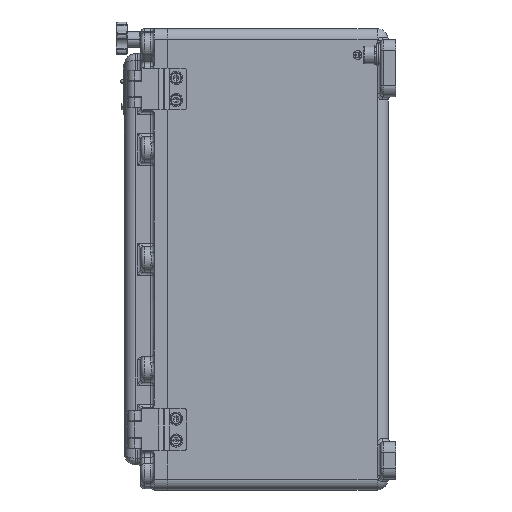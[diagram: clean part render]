
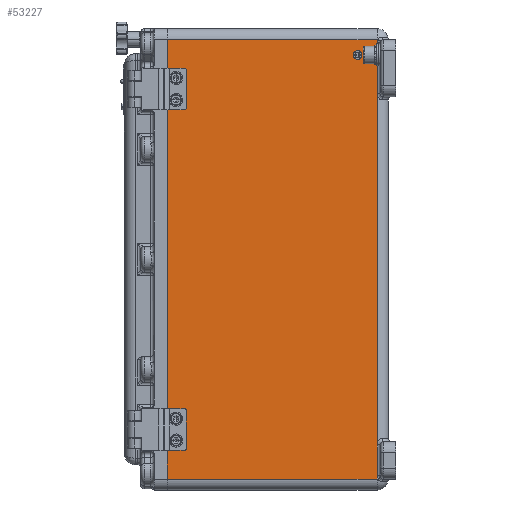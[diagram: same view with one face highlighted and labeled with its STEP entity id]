
A CAD part, left-side view. The second image highlights one B-rep face of the part: STEP entity #53227.
In plain terms, the highlighted planar face has unit normal (-1, 0, 0).
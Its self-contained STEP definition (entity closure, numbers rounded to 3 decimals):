
#45 = VECTOR ( 'NONE', #81460, 1000. ) ;
#199 = EDGE_CURVE ( 'NONE', #9989, #32484, #72305, .T. ) ;
#231 = LINE ( 'NONE', #51539, #87494 ) ;
#1748 = DIRECTION ( 'NONE',  ( 1., 0., 0. ) ) ;
#2024 = ORIENTED_EDGE ( 'NONE', *, *, #87093, .T. ) ;
#2529 = AXIS2_PLACEMENT_3D ( 'NONE', #42451, #1748, #15170 ) ;
#3550 = ORIENTED_EDGE ( 'NONE', *, *, #35884, .F. ) ;
#4351 = VERTEX_POINT ( 'NONE', #79622 ) ;
#5764 = AXIS2_PLACEMENT_3D ( 'NONE', #61528, #74921, #68362 ) ;
#6888 = VERTEX_POINT ( 'NONE', #65316 ) ;
#7325 = CIRCLE ( 'NONE', #17547, 3.5 ) ;
#7371 = CARTESIAN_POINT ( 'NONE',  ( -160., 193., 148.5 ) ) ;
#7446 = DIRECTION ( 'NONE',  ( 0., 0., 1. ) ) ;
#7682 = CARTESIAN_POINT ( 'NONE',  ( -160., 193., 165. ) ) ;
#8086 = EDGE_CURVE ( 'NONE', #75309, #37839, #60329, .T. ) ;
#8338 = PLANE ( 'NONE',  #2529 ) ;
#8705 = LINE ( 'NONE', #18948, #42677 ) ;
#8749 = EDGE_CURVE ( 'NONE', #44520, #15228, #42924, .T. ) ;
#9989 = VERTEX_POINT ( 'NONE', #17976 ) ;
#11259 = VECTOR ( 'NONE', #13593, 1000. ) ;
#11860 = EDGE_CURVE ( 'NONE', #32484, #33372, #66972, .T. ) ;
#13107 = DIRECTION ( 'NONE',  ( 0., 0., 1. ) ) ;
#13549 = DIRECTION ( 'NONE',  ( -1., 0., 0. ) ) ;
#13593 = DIRECTION ( 'NONE',  ( 0., 0., 1. ) ) ;
#15091 = ORIENTED_EDGE ( 'NONE', *, *, #59539, .F. ) ;
#15170 = DIRECTION ( 'NONE',  ( 0., 0., -1. ) ) ;
#15194 = EDGE_CURVE ( 'NONE', #4351, #31814, #29542, .T. ) ;
#15228 = VERTEX_POINT ( 'NONE', #27470 ) ;
#15499 = VERTEX_POINT ( 'NONE', #81197 ) ;
#16300 = EDGE_CURVE ( 'NONE', #33372, #6888, #66603, .T. ) ;
#16476 = DIRECTION ( 'NONE',  ( 0., 1., 0. ) ) ;
#17506 = CARTESIAN_POINT ( 'NONE',  ( -160., 10., -210. ) ) ;
#17547 = AXIS2_PLACEMENT_3D ( 'NONE', #47668, #13549, #82366 ) ;
#17976 = CARTESIAN_POINT ( 'NONE',  ( -160., 10., -197. ) ) ;
#18456 = FACE_BOUND ( 'NONE', #47394, .T. ) ;
#18788 = CARTESIAN_POINT ( 'NONE',  ( -160., 193., 168.5 ) ) ;
#18948 = CARTESIAN_POINT ( 'NONE',  ( -160., 10., -210. ) ) ;
#19775 = CARTESIAN_POINT ( 'NONE',  ( -160., 10., -210. ) ) ;
#19844 = ORIENTED_EDGE ( 'NONE', *, *, #199, .T. ) ;
#20002 = CIRCLE ( 'NONE', #57403, 3.5 ) ;
#20041 = CARTESIAN_POINT ( 'NONE',  ( -160., 193., -168.5 ) ) ;
#20133 = CARTESIAN_POINT ( 'NONE',  ( -160., 193., 161.5 ) ) ;
#20615 = FACE_BOUND ( 'NONE', #39908, .T. ) ;
#20689 = AXIS2_PLACEMENT_3D ( 'NONE', #24023, #71715, #24310 ) ;
#20742 = CARTESIAN_POINT ( 'NONE',  ( -160., 201., -200. ) ) ;
#21218 = DIRECTION ( 'NONE',  ( -1., 0., 0. ) ) ;
#22945 = DIRECTION ( 'NONE',  ( -1., 0., 0. ) ) ;
#23613 = CARTESIAN_POINT ( 'NONE',  ( -160., 10., -169. ) ) ;
#23665 = CARTESIAN_POINT ( 'NONE',  ( -160., 193., -165. ) ) ;
#24023 = CARTESIAN_POINT ( 'NONE',  ( -160., 193., 145. ) ) ;
#24100 = VECTOR ( 'NONE', #31165, 1000. ) ;
#24119 = DIRECTION ( 'NONE',  ( 0., 0., 1. ) ) ;
#24310 = DIRECTION ( 'NONE',  ( 0., 0., 1. ) ) ;
#25473 = DIRECTION ( 'NONE',  ( 0., 0., 1. ) ) ;
#26209 = CARTESIAN_POINT ( 'NONE',  ( -160., 10., 151. ) ) ;
#27370 = CARTESIAN_POINT ( 'NONE',  ( -160., 193., 145. ) ) ;
#27470 = CARTESIAN_POINT ( 'NONE',  ( -160., 201., 200. ) ) ;
#27680 = ORIENTED_EDGE ( 'NONE', *, *, #82841, .F. ) ;
#28178 = DIRECTION ( 'NONE',  ( 0., 0., 1. ) ) ;
#28970 = EDGE_LOOP ( 'NONE', ( #86616, #79749, #63946, #19844, #59742, #80980, #2024, #51064 ) ) ;
#29542 = CIRCLE ( 'NONE', #5764, 3.5 ) ;
#30152 = FACE_BOUND ( 'NONE', #61008, .T. ) ;
#30480 = DIRECTION ( 'NONE',  ( -1., 0., 0. ) ) ;
#30745 = CARTESIAN_POINT ( 'NONE',  ( -160., 201., 200. ) ) ;
#31165 = DIRECTION ( 'NONE',  ( 0., 0., 1. ) ) ;
#31814 = VERTEX_POINT ( 'NONE', #74423 ) ;
#32484 = VERTEX_POINT ( 'NONE', #23613 ) ;
#33372 = VERTEX_POINT ( 'NONE', #26209 ) ;
#34064 = ORIENTED_EDGE ( 'NONE', *, *, #75037, .F. ) ;
#35631 = VERTEX_POINT ( 'NONE', #20742 ) ;
#35884 = EDGE_CURVE ( 'NONE', #56254, #64645, #20002, .T. ) ;
#36547 = VECTOR ( 'NONE', #16476, 1000. ) ;
#37280 = CARTESIAN_POINT ( 'NONE',  ( -160., 10., 200. ) ) ;
#37563 = EDGE_CURVE ( 'NONE', #35631, #15228, #37814, .T. ) ;
#37814 = LINE ( 'NONE', #73821, #11259 ) ;
#37839 = VERTEX_POINT ( 'NONE', #18788 ) ;
#39604 = ORIENTED_EDGE ( 'NONE', *, *, #67878, .F. ) ;
#39908 = EDGE_LOOP ( 'NONE', ( #27680, #34064 ) ) ;
#41075 = DIRECTION ( 'NONE',  ( 0., 0., 1. ) ) ;
#42068 = DIRECTION ( 'NONE',  ( 0., 0., 1. ) ) ;
#42451 = CARTESIAN_POINT ( 'NONE',  ( -160., 201., -210. ) ) ;
#42677 = VECTOR ( 'NONE', #25473, 1000. ) ;
#42727 = ORIENTED_EDGE ( 'NONE', *, *, #8086, .F. ) ;
#42924 = LINE ( 'NONE', #30745, #36547 ) ;
#43466 = AXIS2_PLACEMENT_3D ( 'NONE', #7682, #68219, #28178 ) ;
#44520 = VERTEX_POINT ( 'NONE', #37280 ) ;
#45108 = VERTEX_POINT ( 'NONE', #7371 ) ;
#46289 = EDGE_CURVE ( 'NONE', #15499, #9989, #47400, .T. ) ;
#47394 = EDGE_LOOP ( 'NONE', ( #81608, #15091 ) ) ;
#47400 = LINE ( 'NONE', #17506, #24100 ) ;
#47668 = CARTESIAN_POINT ( 'NONE',  ( -160., 193., 165. ) ) ;
#47827 = DIRECTION ( 'NONE',  ( -1., 0., 0. ) ) ;
#48535 = VECTOR ( 'NONE', #13107, 1000. ) ;
#48694 = AXIS2_PLACEMENT_3D ( 'NONE', #80304, #21218, #41075 ) ;
#49079 = CIRCLE ( 'NONE', #20689, 3.5 ) ;
#51064 = ORIENTED_EDGE ( 'NONE', *, *, #8749, .T. ) ;
#51539 = CARTESIAN_POINT ( 'NONE',  ( -160., 201., -200. ) ) ;
#53227 = ADVANCED_FACE ( 'NONE', ( #30152, #20615, #18456, #76869, #58763 ), #8338, .F. ) ;
#53743 = EDGE_CURVE ( 'NONE', #35631, #15499, #231, .T. ) ;
#55148 = CARTESIAN_POINT ( 'NONE',  ( -160., 10., -210. ) ) ;
#56254 = VERTEX_POINT ( 'NONE', #68517 ) ;
#56956 = CIRCLE ( 'NONE', #83046, 3.5 ) ;
#56979 = CARTESIAN_POINT ( 'NONE',  ( -160., 193., -145. ) ) ;
#57364 = VECTOR ( 'NONE', #42068, 1000. ) ;
#57403 = AXIS2_PLACEMENT_3D ( 'NONE', #23665, #30480, #64248 ) ;
#58058 = CIRCLE ( 'NONE', #58560, 3.5 ) ;
#58178 = CARTESIAN_POINT ( 'NONE',  ( -160., 193., 141.5 ) ) ;
#58560 = AXIS2_PLACEMENT_3D ( 'NONE', #56979, #22945, #24119 ) ;
#58763 = FACE_OUTER_BOUND ( 'NONE', #28970, .T. ) ;
#59539 = EDGE_CURVE ( 'NONE', #31814, #4351, #58058, .T. ) ;
#59742 = ORIENTED_EDGE ( 'NONE', *, *, #11860, .T. ) ;
#60329 = CIRCLE ( 'NONE', #43466, 3.5 ) ;
#61008 = EDGE_LOOP ( 'NONE', ( #87016, #42727 ) ) ;
#61528 = CARTESIAN_POINT ( 'NONE',  ( -160., 193., -145. ) ) ;
#63876 = VERTEX_POINT ( 'NONE', #58178 ) ;
#63946 = ORIENTED_EDGE ( 'NONE', *, *, #46289, .T. ) ;
#64248 = DIRECTION ( 'NONE',  ( 0., 0., 1. ) ) ;
#64645 = VERTEX_POINT ( 'NONE', #20041 ) ;
#65316 = CARTESIAN_POINT ( 'NONE',  ( -160., 10., 197. ) ) ;
#66508 = CARTESIAN_POINT ( 'NONE',  ( -160., 10., -210. ) ) ;
#66603 = LINE ( 'NONE', #66508, #48535 ) ;
#66972 = LINE ( 'NONE', #55148, #57364 ) ;
#67878 = EDGE_CURVE ( 'NONE', #64645, #56254, #83921, .T. ) ;
#68219 = DIRECTION ( 'NONE',  ( -1., 0., 0. ) ) ;
#68362 = DIRECTION ( 'NONE',  ( 0., 0., 1. ) ) ;
#68517 = CARTESIAN_POINT ( 'NONE',  ( -160., 193., -161.5 ) ) ;
#68999 = EDGE_CURVE ( 'NONE', #37839, #75309, #7325, .T. ) ;
#71715 = DIRECTION ( 'NONE',  ( -1., 0., 0. ) ) ;
#72305 = LINE ( 'NONE', #19775, #45 ) ;
#73821 = CARTESIAN_POINT ( 'NONE',  ( -160., 201., -210. ) ) ;
#74423 = CARTESIAN_POINT ( 'NONE',  ( -160., 193., -148.5 ) ) ;
#74921 = DIRECTION ( 'NONE',  ( -1., 0., 0. ) ) ;
#75037 = EDGE_CURVE ( 'NONE', #63876, #45108, #49079, .T. ) ;
#75309 = VERTEX_POINT ( 'NONE', #20133 ) ;
#76327 = EDGE_LOOP ( 'NONE', ( #3550, #39604 ) ) ;
#76869 = FACE_BOUND ( 'NONE', #76327, .T. ) ;
#77966 = DIRECTION ( 'NONE',  ( 0., -1., 0. ) ) ;
#79622 = CARTESIAN_POINT ( 'NONE',  ( -160., 193., -141.5 ) ) ;
#79749 = ORIENTED_EDGE ( 'NONE', *, *, #53743, .T. ) ;
#80304 = CARTESIAN_POINT ( 'NONE',  ( -160., 193., -165. ) ) ;
#80980 = ORIENTED_EDGE ( 'NONE', *, *, #16300, .T. ) ;
#81197 = CARTESIAN_POINT ( 'NONE',  ( -160., 10., -200. ) ) ;
#81460 = DIRECTION ( 'NONE',  ( 0., 0., 1. ) ) ;
#81608 = ORIENTED_EDGE ( 'NONE', *, *, #15194, .F. ) ;
#82366 = DIRECTION ( 'NONE',  ( 0., 0., 1. ) ) ;
#82841 = EDGE_CURVE ( 'NONE', #45108, #63876, #56956, .T. ) ;
#83046 = AXIS2_PLACEMENT_3D ( 'NONE', #27370, #47827, #7446 ) ;
#83921 = CIRCLE ( 'NONE', #48694, 3.5 ) ;
#86616 = ORIENTED_EDGE ( 'NONE', *, *, #37563, .F. ) ;
#87016 = ORIENTED_EDGE ( 'NONE', *, *, #68999, .F. ) ;
#87093 = EDGE_CURVE ( 'NONE', #6888, #44520, #8705, .T. ) ;
#87494 = VECTOR ( 'NONE', #77966, 1000. ) ;
